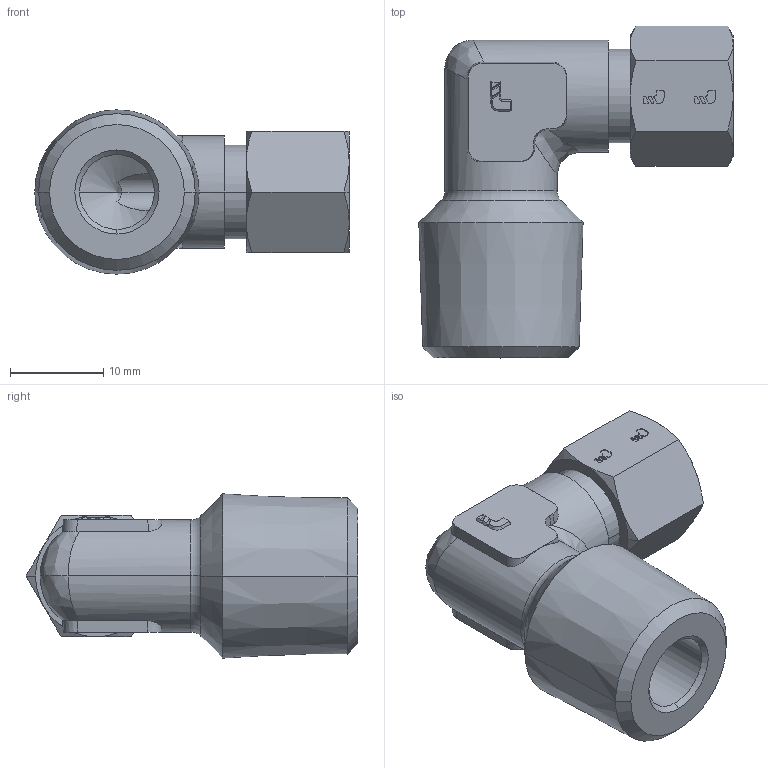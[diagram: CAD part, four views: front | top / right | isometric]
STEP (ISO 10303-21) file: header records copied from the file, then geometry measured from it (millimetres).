
FILE_DESCRIPTION(('STEP AP214'),'1');
FILE_NAME('1809_06_18.stp','2016-07-07T14:32:40',('TraceParts'),('TraceParts S.A.'),'Spatial InterOp 3D',' ',' ');
FILE_SCHEMA(('automotive_design'));
Length unit declared in the file: millimetre
Products named in the file (3): Solide1; Solide2; Solide3
Bounding box: 33.63 x 35.51 x 17.57 mm (x, y, z)
Volume: 6304.7 mm3; surface area: 4541.3 mm2
Topology: 3 solids, 3 shells, 341 faces, 925 edges, 601 vertices
Faces by surface type: plane 205, cone 64, cylinder 60, torus 8, bspline 4
Entity records: 13854 total; most frequent: CARTESIAN_POINT 2410, ORIENTED_EDGE 1846, DIRECTION 1771, EDGE_CURVE 923, LINE 637, VECTOR 637, VERTEX_POINT 601, AXIS2_PLACEMENT_3D 567
